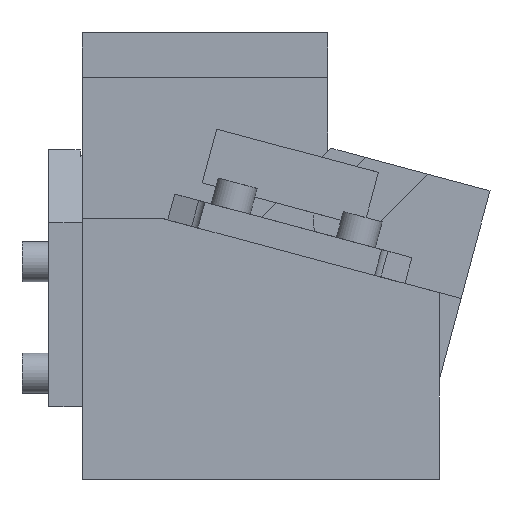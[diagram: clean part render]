
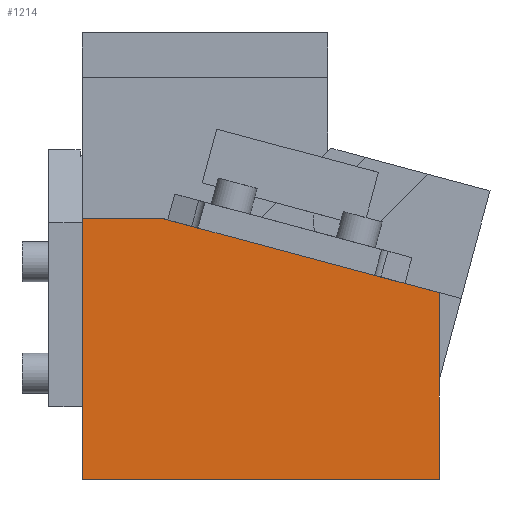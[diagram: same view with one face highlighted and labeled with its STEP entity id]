
A CAD part, front view. The second image highlights one B-rep face of the part: STEP entity #1214.
In plain terms, the highlighted planar face has unit normal (0, -1, 0).
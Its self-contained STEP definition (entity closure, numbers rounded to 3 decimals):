
#1113=CARTESIAN_POINT('Vertex',(131.022,0.,91.304)) ;
#1133=CARTESIAN_POINT('Vertex',(51.816,0.,112.527)) ;
#1137=CARTESIAN_POINT('Control Point',(131.022,0.,91.304)) ;
#1138=CARTESIAN_POINT('Control Point',(115.181,0.,95.548)) ;
#1139=CARTESIAN_POINT('Control Point',(99.34,0.,99.793)) ;
#1140=CARTESIAN_POINT('Control Point',(83.499,0.,104.038)) ;
#1141=CARTESIAN_POINT('Control Point',(67.657,0.,108.282)) ;
#1142=CARTESIAN_POINT('Control Point',(51.816,0.,112.527)) ;
#1151=CARTESIAN_POINT('Axis2P3D Location',(0.,0.,0.)) ;
#1157=CARTESIAN_POINT('Control Point',(35.123,0.,117.)) ;
#1158=CARTESIAN_POINT('Control Point',(38.461,0.,116.105)) ;
#1159=CARTESIAN_POINT('Control Point',(41.8,0.,115.211)) ;
#1160=CARTESIAN_POINT('Control Point',(45.139,0.,114.316)) ;
#1161=CARTESIAN_POINT('Control Point',(48.478,0.,113.422)) ;
#1162=CARTESIAN_POINT('Control Point',(51.816,0.,112.527)) ;
#1163=CARTESIAN_POINT('Vertex',(35.123,0.,117.)) ;
#1167=CARTESIAN_POINT('Control Point',(35.123,0.,117.)) ;
#1168=CARTESIAN_POINT('Control Point',(28.098,0.,117.)) ;
#1169=CARTESIAN_POINT('Control Point',(21.074,0.,117.)) ;
#1170=CARTESIAN_POINT('Control Point',(14.049,0.,117.)) ;
#1171=CARTESIAN_POINT('Control Point',(7.025,0.,117.)) ;
#1172=CARTESIAN_POINT('Control Point',(0.,0.,117.)) ;
#1173=CARTESIAN_POINT('Vertex',(0.,0.,117.)) ;
#1177=CARTESIAN_POINT('Control Point',(0.,0.,117.)) ;
#1178=CARTESIAN_POINT('Control Point',(0.,0.,93.6)) ;
#1179=CARTESIAN_POINT('Control Point',(0.,0.,70.2)) ;
#1180=CARTESIAN_POINT('Control Point',(0.,0.,46.8)) ;
#1181=CARTESIAN_POINT('Control Point',(0.,0.,23.4)) ;
#1182=CARTESIAN_POINT('Control Point',(0.,0.,0.)) ;
#1183=CARTESIAN_POINT('Vertex',(0.,0.,0.)) ;
#1186=CARTESIAN_POINT('Line Origine',(80.,0.,0.)) ;
#1190=CARTESIAN_POINT('Vertex',(160.,0.,0.)) ;
#1193=CARTESIAN_POINT('Line Origine',(160.,0.,41.77)) ;
#1197=CARTESIAN_POINT('Vertex',(160.,0.,83.539)) ;
#1200=CARTESIAN_POINT('Line Origine',(145.511,0.,87.421)) ;
#1152=DIRECTION('Axis2P3D Direction',(0.,-1.,0.)) ;
#1153=DIRECTION('Axis2P3D XDirection',(1.,0.,0.)) ;
#1187=DIRECTION('Vector Direction',(-1.,0.,0.)) ;
#1194=DIRECTION('Vector Direction',(0.,0.,1.)) ;
#1201=DIRECTION('Vector Direction',(-0.966,0.,0.259)) ;
#1154=AXIS2_PLACEMENT_3D('Plane Axis2P3D',#1151,#1152,#1153) ;
#1206=ORIENTED_EDGE('',*,*,#1165,.F.) ;
#1207=ORIENTED_EDGE('',*,*,#1175,.T.) ;
#1208=ORIENTED_EDGE('',*,*,#1185,.T.) ;
#1209=ORIENTED_EDGE('',*,*,#1192,.F.) ;
#1210=ORIENTED_EDGE('',*,*,#1199,.T.) ;
#1211=ORIENTED_EDGE('',*,*,#1204,.T.) ;
#1212=ORIENTED_EDGE('',*,*,#1143,.T.) ;
#1188=VECTOR('Line Direction',#1187,1.) ;
#1195=VECTOR('Line Direction',#1194,1.) ;
#1202=VECTOR('Line Direction',#1201,1.) ;
#1214=ADVANCED_FACE('CAM HOLDER',(#1213),#1155,.T.) ;
#1136=B_SPLINE_CURVE_WITH_KNOTS('',5,(#1137,#1138,#1139,#1140,#1141,#1142),.UNSPECIFIED.,.F.,.U.,(6,6),(0.,82.),.UNSPECIFIED.) ;
#1156=B_SPLINE_CURVE_WITH_KNOTS('',5,(#1157,#1158,#1159,#1160,#1161,#1162),.UNSPECIFIED.,.F.,.U.,(6,6),(0.,17.283),.UNSPECIFIED.) ;
#1166=B_SPLINE_CURVE_WITH_KNOTS('',5,(#1167,#1168,#1169,#1170,#1171,#1172),.UNSPECIFIED.,.F.,.U.,(6,6),(0.,35.123),.UNSPECIFIED.) ;
#1176=B_SPLINE_CURVE_WITH_KNOTS('',5,(#1177,#1178,#1179,#1180,#1181,#1182),.UNSPECIFIED.,.F.,.U.,(6,6),(0.,117.),.UNSPECIFIED.) ;
#1143=EDGE_CURVE('',#1114,#1134,#1136,.T.) ;
#1165=EDGE_CURVE('',#1164,#1134,#1156,.T.) ;
#1175=EDGE_CURVE('',#1164,#1174,#1166,.T.) ;
#1185=EDGE_CURVE('',#1174,#1184,#1176,.T.) ;
#1192=EDGE_CURVE('',#1191,#1184,#1189,.T.) ;
#1199=EDGE_CURVE('',#1191,#1198,#1196,.T.) ;
#1204=EDGE_CURVE('',#1198,#1114,#1203,.T.) ;
#1205=EDGE_LOOP('',(#1206,#1207,#1208,#1209,#1210,#1211,#1212)) ;
#1213=FACE_OUTER_BOUND('',#1205,.T.) ;
#1189=LINE('Line',#1186,#1188) ;
#1196=LINE('Line',#1193,#1195) ;
#1203=LINE('Line',#1200,#1202) ;
#1155=PLANE('Plane',#1154) ;
#1114=VERTEX_POINT('',#1113) ;
#1134=VERTEX_POINT('',#1133) ;
#1164=VERTEX_POINT('',#1163) ;
#1174=VERTEX_POINT('',#1173) ;
#1184=VERTEX_POINT('',#1183) ;
#1191=VERTEX_POINT('',#1190) ;
#1198=VERTEX_POINT('',#1197) ;
